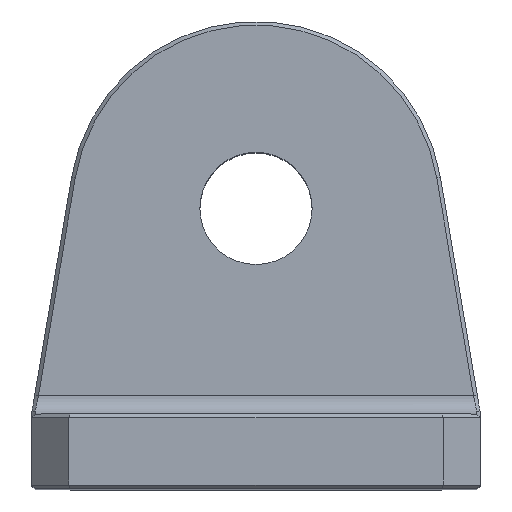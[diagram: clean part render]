
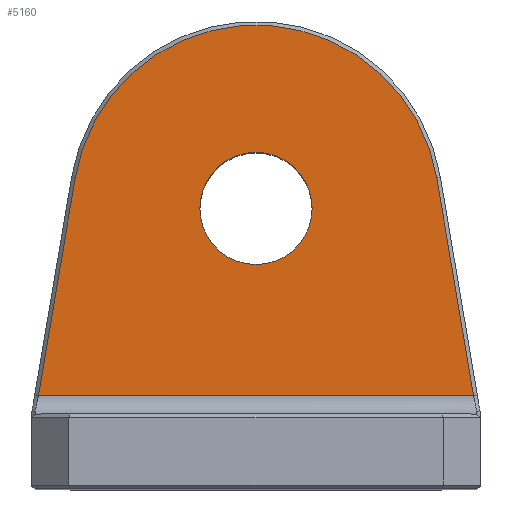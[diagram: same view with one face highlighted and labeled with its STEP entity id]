
A CAD part, top view. The second image highlights one B-rep face of the part: STEP entity #5160.
In plain terms, the highlighted planar face has unit normal (0, 0, 1).
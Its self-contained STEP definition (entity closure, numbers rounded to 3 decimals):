
#799 = CYLINDRICAL_SURFACE('',#800,5.);
#800 = AXIS2_PLACEMENT_3D('',#801,#802,#803);
#801 = CARTESIAN_POINT('',(-48.432,-255.,-727.5));
#802 = DIRECTION('',(1.,0.,0.));
#803 = DIRECTION('',(0.,-1.,0.));
#1632 = PLANE('',#1633);
#1633 = AXIS2_PLACEMENT_3D('',#1634,#1635,#1636);
#1634 = CARTESIAN_POINT('',(221.721,-225.836,-733.));
#1635 = DIRECTION('',(0.697,0.118,0.707));
#1636 = DIRECTION('',(0.697,0.118,-0.707));
#2104 = VERTEX_POINT('',#2105);
#2105 = CARTESIAN_POINT('',(226.141,-255.,
    -732.5));
#2208 = VERTEX_POINT('',#2209);
#2209 = CARTESIAN_POINT('',(109.859,-255.,
    -732.5));
#2284 = EDGE_CURVE('',#2208,#2104,#2285,.T.);
#2285 = SURFACE_CURVE('',#2286,(#2290,#2297),.PCURVE_S1.);
#2286 = LINE('',#2287,#2288);
#2287 = CARTESIAN_POINT('',(109.859,-255.,
    -732.5));
#2288 = VECTOR('',#2289,1.);
#2289 = DIRECTION('',(1.,0.,0.));
#2290 = PCURVE('',#799,#2291);
#2291 = DEFINITIONAL_REPRESENTATION('',(#2292),#2296);
#2292 = LINE('',#2293,#2294);
#2293 = CARTESIAN_POINT('',(1.571,158.291));
#2294 = VECTOR('',#2295,1.);
#2295 = DIRECTION('',(0.,1.));
#2296 = ( GEOMETRIC_REPRESENTATION_CONTEXT(2) 
PARAMETRIC_REPRESENTATION_CONTEXT() REPRESENTATION_CONTEXT('2D SPACE',''
  ) );
#2297 = PCURVE('',#2298,#2303);
#2298 = PLANE('',#2299);
#2299 = AXIS2_PLACEMENT_3D('',#2300,#2301,#2302);
#2300 = CARTESIAN_POINT('',(168.,-280.,-732.5));
#2301 = DIRECTION('',(0.,0.,1.));
#2302 = DIRECTION('',(1.,0.,0.));
#2303 = DEFINITIONAL_REPRESENTATION('',(#2304),#2308);
#2304 = LINE('',#2305,#2306);
#2305 = CARTESIAN_POINT('',(-58.141,25.));
#2306 = VECTOR('',#2307,1.);
#2307 = DIRECTION('',(1.,0.));
#2308 = ( GEOMETRIC_REPRESENTATION_CONTEXT(2) 
PARAMETRIC_REPRESENTATION_CONTEXT() REPRESENTATION_CONTEXT('2D SPACE',''
  ) );
#2645 = PLANE('',#2646);
#2646 = AXIS2_PLACEMENT_3D('',#2647,#2648,#2649);
#2647 = CARTESIAN_POINT('',(114.279,-225.836,-733.));
#2648 = DIRECTION('',(-0.697,0.118,0.707));
#2649 = DIRECTION('',(-0.697,0.118,-0.707));
#4056 = CYLINDRICAL_SURFACE('',#4057,15.001);
#4057 = AXIS2_PLACEMENT_3D('',#4058,#4059,#4060);
#4058 = CARTESIAN_POINT('',(168.,-205.,-848.5));
#4059 = DIRECTION('',(0.,0.,1.));
#4060 = DIRECTION('',(1.,0.,0.));
#4083 = CYLINDRICAL_SURFACE('',#4084,15.001);
#4084 = AXIS2_PLACEMENT_3D('',#4085,#4086,#4087);
#4085 = CARTESIAN_POINT('',(168.,-205.,-848.5));
#4086 = DIRECTION('',(0.,0.,1.));
#4087 = DIRECTION('',(1.,0.,0.));
#4221 = VERTEX_POINT('',#4222);
#4222 = CARTESIAN_POINT('',(183.001,-205.,-732.5));
#4243 = EDGE_CURVE('',#4221,#4244,#4246,.T.);
#4244 = VERTEX_POINT('',#4245);
#4245 = CARTESIAN_POINT('',(153.,-205.,-732.5));
#4246 = SURFACE_CURVE('',#4247,(#4252,#4259),.PCURVE_S1.);
#4247 = CIRCLE('',#4248,15.001);
#4248 = AXIS2_PLACEMENT_3D('',#4249,#4250,#4251);
#4249 = CARTESIAN_POINT('',(168.,-205.,-732.5));
#4250 = DIRECTION('',(0.,0.,-1.));
#4251 = DIRECTION('',(1.,0.,0.));
#4252 = PCURVE('',#4056,#4253);
#4253 = DEFINITIONAL_REPRESENTATION('',(#4254),#4258);
#4254 = LINE('',#4255,#4256);
#4255 = CARTESIAN_POINT('',(6.283,116.));
#4256 = VECTOR('',#4257,1.);
#4257 = DIRECTION('',(-1.,0.));
#4258 = ( GEOMETRIC_REPRESENTATION_CONTEXT(2) 
PARAMETRIC_REPRESENTATION_CONTEXT() REPRESENTATION_CONTEXT('2D SPACE',''
  ) );
#4259 = PCURVE('',#2298,#4260);
#4260 = DEFINITIONAL_REPRESENTATION('',(#4261),#4269);
#4261 = ( BOUNDED_CURVE() B_SPLINE_CURVE(2,(#4262,#4263,#4264,#4265,
#4266,#4267,#4268),.UNSPECIFIED.,.T.,.F.) B_SPLINE_CURVE_WITH_KNOTS((1,2
    ,2,2,2,1),(-2.094,0.,2.094,4.189,
6.283,8.378),.UNSPECIFIED.) CURVE() 
GEOMETRIC_REPRESENTATION_ITEM() RATIONAL_B_SPLINE_CURVE((1.,0.5,1.,0.5,
1.,0.5,1.)) REPRESENTATION_ITEM('') );
#4262 = CARTESIAN_POINT('',(15.001,75.));
#4263 = CARTESIAN_POINT('',(15.001,49.018));
#4264 = CARTESIAN_POINT('',(-7.5,62.009));
#4265 = CARTESIAN_POINT('',(-30.001,75.));
#4266 = CARTESIAN_POINT('',(-7.5,87.991));
#4267 = CARTESIAN_POINT('',(15.001,100.982));
#4268 = CARTESIAN_POINT('',(15.001,75.));
#4269 = ( GEOMETRIC_REPRESENTATION_CONTEXT(2) 
PARAMETRIC_REPRESENTATION_CONTEXT() REPRESENTATION_CONTEXT('2D SPACE',''
  ) );
#4460 = EDGE_CURVE('',#4244,#4221,#4461,.T.);
#4461 = SURFACE_CURVE('',#4462,(#4467,#4474),.PCURVE_S1.);
#4462 = CIRCLE('',#4463,15.001);
#4463 = AXIS2_PLACEMENT_3D('',#4464,#4465,#4466);
#4464 = CARTESIAN_POINT('',(168.,-205.,-732.5));
#4465 = DIRECTION('',(0.,0.,-1.));
#4466 = DIRECTION('',(-1.,0.,0.));
#4467 = PCURVE('',#4083,#4468);
#4468 = DEFINITIONAL_REPRESENTATION('',(#4469),#4473);
#4469 = LINE('',#4470,#4471);
#4470 = CARTESIAN_POINT('',(3.142,116.));
#4471 = VECTOR('',#4472,1.);
#4472 = DIRECTION('',(-1.,0.));
#4473 = ( GEOMETRIC_REPRESENTATION_CONTEXT(2) 
PARAMETRIC_REPRESENTATION_CONTEXT() REPRESENTATION_CONTEXT('2D SPACE',''
  ) );
#4474 = PCURVE('',#2298,#4475);
#4475 = DEFINITIONAL_REPRESENTATION('',(#4476),#4484);
#4476 = ( BOUNDED_CURVE() B_SPLINE_CURVE(2,(#4477,#4478,#4479,#4480,
#4481,#4482,#4483),.UNSPECIFIED.,.T.,.F.) B_SPLINE_CURVE_WITH_KNOTS((1,2
    ,2,2,2,1),(-2.094,0.,2.094,4.189,
6.283,8.378),.UNSPECIFIED.) CURVE() 
GEOMETRIC_REPRESENTATION_ITEM() RATIONAL_B_SPLINE_CURVE((1.,0.5,1.,0.5,
1.,0.5,1.)) REPRESENTATION_ITEM('') );
#4477 = CARTESIAN_POINT('',(-15.001,75.));
#4478 = CARTESIAN_POINT('',(-15.001,100.982));
#4479 = CARTESIAN_POINT('',(7.5,87.991));
#4480 = CARTESIAN_POINT('',(30.001,75.));
#4481 = CARTESIAN_POINT('',(7.5,62.009));
#4482 = CARTESIAN_POINT('',(-15.001,49.018));
#4483 = CARTESIAN_POINT('',(-15.001,75.));
#4484 = ( GEOMETRIC_REPRESENTATION_CONTEXT(2) 
PARAMETRIC_REPRESENTATION_CONTEXT() REPRESENTATION_CONTEXT('2D SPACE',''
  ) );
#5049 = CONICAL_SURFACE('',#5050,49.5,0.785);
#5050 = AXIS2_PLACEMENT_3D('',#5051,#5052,#5053);
#5051 = CARTESIAN_POINT('',(168.,-205.,-733.));
#5052 = DIRECTION('',(0.,0.,-1.));
#5053 = DIRECTION('',(0.,-1.,0.));
#5093 = VERTEX_POINT('',#5094);
#5094 = CARTESIAN_POINT('',(216.315,-196.838,
    -732.5));
#5117 = VERTEX_POINT('',#5118);
#5118 = CARTESIAN_POINT('',(119.685,-196.838,-732.5));
#5139 = EDGE_CURVE('',#5093,#5117,#5140,.T.);
#5140 = SURFACE_CURVE('',#5141,(#5146,#5153),.PCURVE_S1.);
#5141 = CIRCLE('',#5142,49.);
#5142 = AXIS2_PLACEMENT_3D('',#5143,#5144,#5145);
#5143 = CARTESIAN_POINT('',(168.,-205.,-732.5));
#5144 = DIRECTION('',(0.,-0.,1.));
#5145 = DIRECTION('',(0.986,0.167,0.));
#5146 = PCURVE('',#5049,#5147);
#5147 = DEFINITIONAL_REPRESENTATION('',(#5148),#5152);
#5148 = LINE('',#5149,#5150);
#5149 = CARTESIAN_POINT('',(4.545,-0.5));
#5150 = VECTOR('',#5151,1.);
#5151 = DIRECTION('',(-1.,0.));
#5152 = ( GEOMETRIC_REPRESENTATION_CONTEXT(2) 
PARAMETRIC_REPRESENTATION_CONTEXT() REPRESENTATION_CONTEXT('2D SPACE',''
  ) );
#5153 = PCURVE('',#2298,#5154);
#5154 = DEFINITIONAL_REPRESENTATION('',(#5155),#5159);
#5155 = CIRCLE('',#5156,49.);
#5156 = AXIS2_PLACEMENT_2D('',#5157,#5158);
#5157 = CARTESIAN_POINT('',(0.,75.));
#5158 = DIRECTION('',(0.986,0.167));
#5159 = ( GEOMETRIC_REPRESENTATION_CONTEXT(2) 
PARAMETRIC_REPRESENTATION_CONTEXT() REPRESENTATION_CONTEXT('2D SPACE',''
  ) );
#5160 = ADVANCED_FACE('',(#5161,#5207),#2298,.T.);
#5161 = FACE_BOUND('',#5162,.F.);
#5162 = EDGE_LOOP('',(#5163,#5184,#5185,#5206));
#5163 = ORIENTED_EDGE('',*,*,#5164,.F.);
#5164 = EDGE_CURVE('',#2104,#5093,#5165,.T.);
#5165 = SURFACE_CURVE('',#5166,(#5170,#5177),.PCURVE_S1.);
#5166 = LINE('',#5167,#5168);
#5167 = CARTESIAN_POINT('',(226.141,-255.,
    -732.5));
#5168 = VECTOR('',#5169,1.);
#5169 = DIRECTION('',(-0.167,0.986,0.)
  );
#5170 = PCURVE('',#2298,#5171);
#5171 = DEFINITIONAL_REPRESENTATION('',(#5172),#5176);
#5172 = LINE('',#5173,#5174);
#5173 = CARTESIAN_POINT('',(58.141,25.));
#5174 = VECTOR('',#5175,1.);
#5175 = DIRECTION('',(-0.167,0.986));
#5176 = ( GEOMETRIC_REPRESENTATION_CONTEXT(2) 
PARAMETRIC_REPRESENTATION_CONTEXT() REPRESENTATION_CONTEXT('2D SPACE',''
  ) );
#5177 = PCURVE('',#1632,#5178);
#5178 = DEFINITIONAL_REPRESENTATION('',(#5179),#5183);
#5179 = LINE('',#5180,#5181);
#5180 = CARTESIAN_POINT('',(-0.707,-29.493));
#5181 = VECTOR('',#5182,1.);
#5182 = DIRECTION('',(0.,1.));
#5183 = ( GEOMETRIC_REPRESENTATION_CONTEXT(2) 
PARAMETRIC_REPRESENTATION_CONTEXT() REPRESENTATION_CONTEXT('2D SPACE',''
  ) );
#5184 = ORIENTED_EDGE('',*,*,#2284,.F.);
#5185 = ORIENTED_EDGE('',*,*,#5186,.F.);
#5186 = EDGE_CURVE('',#5117,#2208,#5187,.T.);
#5187 = SURFACE_CURVE('',#5188,(#5192,#5199),.PCURVE_S1.);
#5188 = LINE('',#5189,#5190);
#5189 = CARTESIAN_POINT('',(119.685,-196.838,
    -732.5));
#5190 = VECTOR('',#5191,1.);
#5191 = DIRECTION('',(-0.167,-0.986,
    0.));
#5192 = PCURVE('',#2298,#5193);
#5193 = DEFINITIONAL_REPRESENTATION('',(#5194),#5198);
#5194 = LINE('',#5195,#5196);
#5195 = CARTESIAN_POINT('',(-48.315,83.162));
#5196 = VECTOR('',#5197,1.);
#5197 = DIRECTION('',(-0.167,-0.986));
#5198 = ( GEOMETRIC_REPRESENTATION_CONTEXT(2) 
PARAMETRIC_REPRESENTATION_CONTEXT() REPRESENTATION_CONTEXT('2D SPACE',''
  ) );
#5199 = PCURVE('',#2645,#5200);
#5200 = DEFINITIONAL_REPRESENTATION('',(#5201),#5205);
#5201 = LINE('',#5202,#5203);
#5202 = CARTESIAN_POINT('',(-0.707,-29.493));
#5203 = VECTOR('',#5204,1.);
#5204 = DIRECTION('',(0.,1.));
#5205 = ( GEOMETRIC_REPRESENTATION_CONTEXT(2) 
PARAMETRIC_REPRESENTATION_CONTEXT() REPRESENTATION_CONTEXT('2D SPACE',''
  ) );
#5206 = ORIENTED_EDGE('',*,*,#5139,.F.);
#5207 = FACE_BOUND('',#5208,.F.);
#5208 = EDGE_LOOP('',(#5209,#5210));
#5209 = ORIENTED_EDGE('',*,*,#4243,.F.);
#5210 = ORIENTED_EDGE('',*,*,#4460,.F.);
